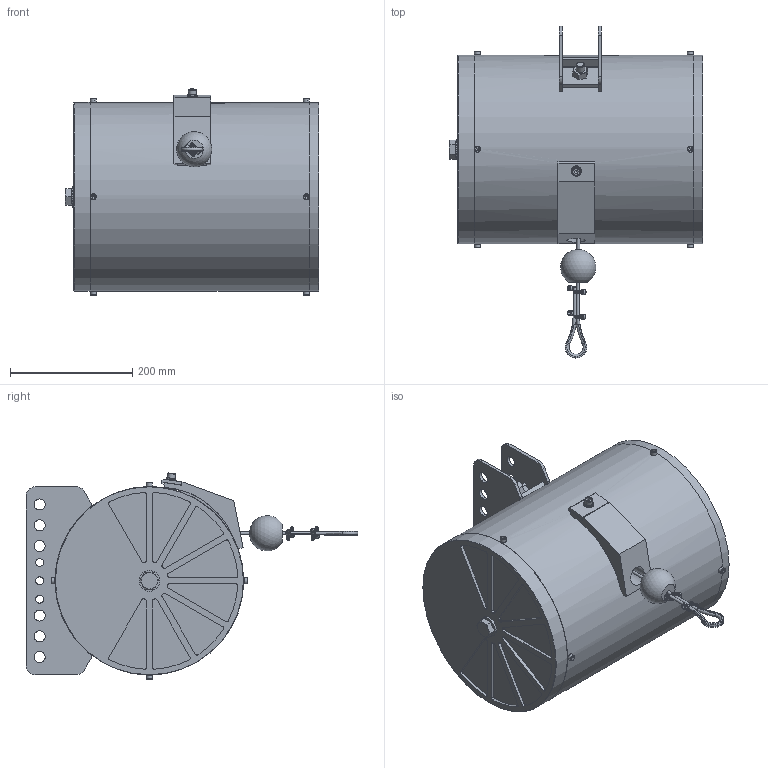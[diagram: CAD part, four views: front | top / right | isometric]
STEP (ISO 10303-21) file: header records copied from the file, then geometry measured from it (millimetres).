
FILE_DESCRIPTION(/* description */ (''),/* implementation_level */ '2;1');
FILE_NAME(/* name */ '485 Balancer.stp',/* time_stamp */ '2020-12-22T14:17:58-05:00',/* author */ ('JNWHW'),/* organization */ (''),/* preprocessor_version */ 'ST-DEVELOPER v17',/* originating_system */ 'Autodesk Inventor 2019',/* authorisation */ '');
FILE_SCHEMA (('AUTOMOTIVE_DESIGN { 1 0 10303 214 3 1 1 }'));
Length unit declared in the file: millimetre
Products named in the file (17): kab_230_lyout_assy; 1; 2; 3; KAB_160_1039-REV1; KAB_070_1026_; 5; 6; M5_15_2; 9; 7; 8; 10; 11; 12; 13; 14
Assembly tree (30 placements, depth 2):
  kab_230_lyout_assy
    1
    2
    3
    KAB_160_1039-REV1
    KAB_070_1026_
    M5_15_2  x4
    5
    6
    7  x2
    8  x2
    9  x8
    10
    11
    12
    13  x2
    14  x2
Bounding box: 416 x 543.82 x 337.69 mm (x, y, z)
Volume: 6973938.8 mm3; surface area: 1362900 mm2
Topology: 30 solids, 30 shells, 783 faces, 2103 edges, 1422 vertices
Faces by surface type: plane 319, cylinder 291, cone 84, bspline 44, torus 43, sphere 2
Full cylindrical faces by diameter (mm): 4.917 x8, 5 x57, 6 x8, 6.5 x1, 6.647 x1, 7 x8, 8 x1, 8.4 x1, 8.5 x4, 9 x2, 10 x8, 11.835 x2, 13 x7, 14 x2, 16 x2, 17 x1, 18 x15, 19 x3, 25.34 x2, 30.785 x1, 34 x2, 45 x1, 50 x1, 60 x1, 164 x1, 166 x1, 206 x1, 246 x1, 291.44 x1, 295.8 x1
Entity records: 23100 total; most frequent: CARTESIAN_POINT 8998, DIRECTION 2888, ORIENTED_EDGE 2742, EDGE_CURVE 1371, AXIS2_PLACEMENT_3D 1150, VERTEX_POINT 935, EDGE_LOOP 631, CIRCLE 601
